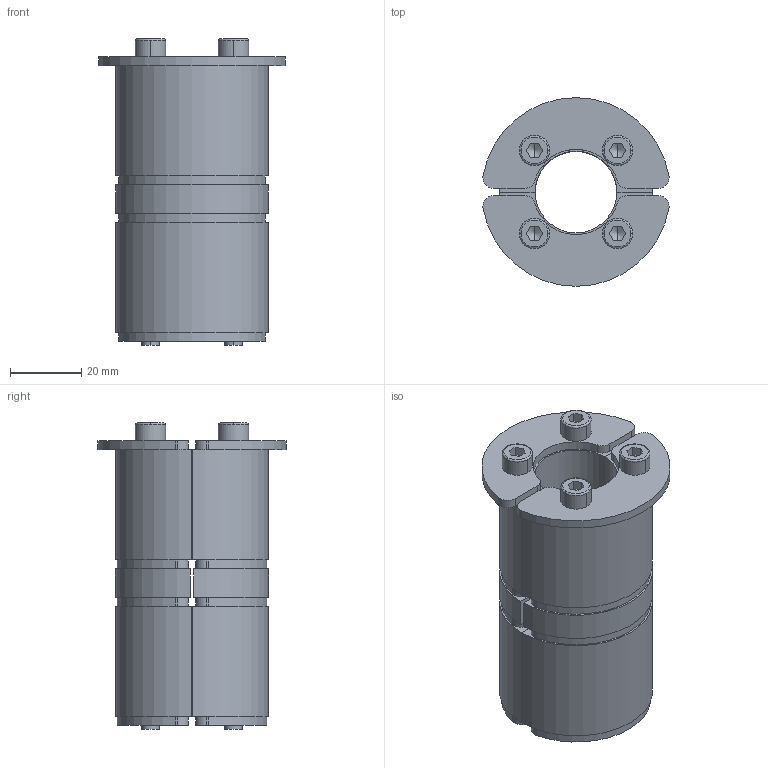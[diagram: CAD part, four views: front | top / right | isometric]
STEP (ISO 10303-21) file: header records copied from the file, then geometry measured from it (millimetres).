
FILE_DESCRIPTION((''),'2;1');
FILE_NAME('RS_PPS_S_43.stp','2008-07-23T16:11:56',(''),(''),'Mechanical Desktop 2005','Mechanical Desktop 2005',', , ');
FILE_SCHEMA(('CONFIG_CONTROL_DESIGN'));
Length unit declared in the file: millimetre
Products named in the file (10): RS_PPS_S_43; UPPER; FRONT FITTING; REAR FITTING; RUBBER PROFILE; MIDDLE FITTING; CASE; EXPANDER; CYLINDER HEAD CAP SCREW - DIN 912 - M5 X 50; LOWER
Assembly tree (24 placements, depth 3):
  RS_PPS_S_43
    UPPER
      FRONT FITTING
      REAR FITTING
      RUBBER PROFILE  x2
      MIDDLE FITTING  x2
      CASE  x2
      EXPANDER
      CYLINDER HEAD CAP SCREW - DIN 912 - M5 X 50  x2
    LOWER
      FRONT FITTING
      REAR FITTING
      RUBBER PROFILE  x2
      MIDDLE FITTING  x2
      CASE  x2
      EXPANDER
      CYLINDER HEAD CAP SCREW - DIN 912 - M5 X 50  x2
Bounding box: 52.31 x 53 x 86 mm (x, y, z)
Volume: 84695.7 mm3; surface area: 45972.7 mm2
Topology: 22 solids, 22 shells, 300 faces, 878 edges, 764 vertices
Faces by surface type: cylinder 172, plane 104, cone 16, bspline 8
Entity records: 4194 total; most frequent: CARTESIAN_POINT 896, DIRECTION 730, ORIENTED_EDGE 474, AXIS2_PLACEMENT_3D 244, VECTOR 242, LINE 242, EDGE_CURVE 237, VERTEX_POINT 158
